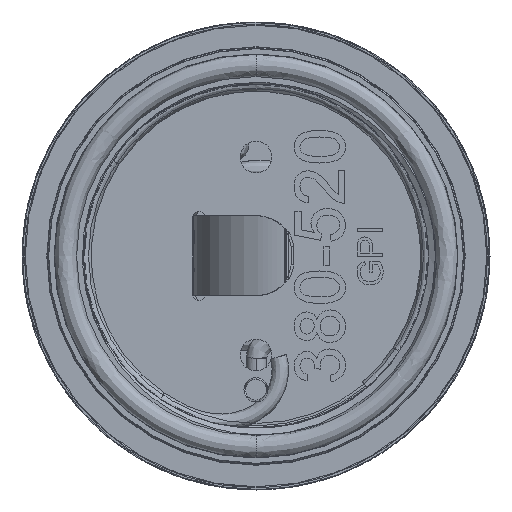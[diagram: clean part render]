
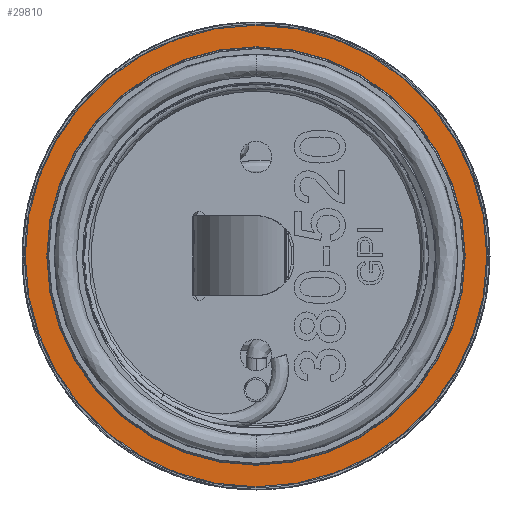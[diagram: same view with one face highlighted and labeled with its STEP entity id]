
A CAD part, front view. The second image highlights one B-rep face of the part: STEP entity #29810.
In plain terms, the highlighted planar face has unit normal (0, -1, 0).
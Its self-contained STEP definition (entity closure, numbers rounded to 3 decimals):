
#11148 = ORIENTED_EDGE ( 'NONE', *, *, #91624, .T. ) ;
#11162 = DIRECTION ( 'NONE',  ( 0., 0., -1. ) ) ;
#19491 = DIRECTION ( 'NONE',  ( 0., 1., 0. ) ) ;
#23237 = CARTESIAN_POINT ( 'NONE',  ( 0., 0., -16.47 ) ) ;
#25454 = EDGE_LOOP ( 'NONE', ( #77320, #33649 ) ) ;
#26479 = CIRCLE ( 'NONE', #75275, 18.2 ) ;
#28358 = EDGE_LOOP ( 'NONE', ( #81763, #11148 ) ) ;
#29810 = ADVANCED_FACE ( 'NONE', ( #81832, #30740 ), #89037, .T. ) ;
#30740 = FACE_OUTER_BOUND ( 'NONE', #25454, .T. ) ;
#31203 = DIRECTION ( 'NONE',  ( 0., -1., 0. ) ) ;
#33649 = ORIENTED_EDGE ( 'NONE', *, *, #56979, .T. ) ;
#40672 = CARTESIAN_POINT ( 'NONE',  ( 0., 0., 0. ) ) ;
#41419 = CARTESIAN_POINT ( 'NONE',  ( 0., 0., 0. ) ) ;
#41441 = AXIS2_PLACEMENT_3D ( 'NONE', #90948, #31203, #83738 ) ;
#42920 = DIRECTION ( 'NONE',  ( 0., -1., 0. ) ) ;
#47426 = CARTESIAN_POINT ( 'NONE',  ( 0., 0., 18.2 ) ) ;
#48590 = DIRECTION ( 'NONE',  ( 0., 0., -1. ) ) ;
#49332 = CARTESIAN_POINT ( 'NONE',  ( 0., 0., -18.2 ) ) ;
#56043 = CARTESIAN_POINT ( 'NONE',  ( 0., 0., 0. ) ) ;
#56675 = EDGE_CURVE ( 'NONE', #66418, #68480, #69136, .T. ) ;
#56979 = EDGE_CURVE ( 'NONE', #68480, #66418, #26479, .T. ) ;
#59438 = AXIS2_PLACEMENT_3D ( 'NONE', #41419, #19491, #48590 ) ;
#62091 = CARTESIAN_POINT ( 'NONE',  ( 0., 0., 16.47 ) ) ;
#66418 = VERTEX_POINT ( 'NONE', #49332 ) ;
#68480 = VERTEX_POINT ( 'NONE', #47426 ) ;
#69136 = CIRCLE ( 'NONE', #90548, 18.2 ) ;
#69873 = DIRECTION ( 'NONE',  ( 0., -1., 0. ) ) ;
#72125 = DIRECTION ( 'NONE',  ( 0., 0., -1. ) ) ;
#72426 = AXIS2_PLACEMENT_3D ( 'NONE', #56043, #76616, #11162 ) ;
#73989 = CARTESIAN_POINT ( 'NONE',  ( 0., 0., 0. ) ) ;
#75275 = AXIS2_PLACEMENT_3D ( 'NONE', #73989, #42920, #72125 ) ;
#76616 = DIRECTION ( 'NONE',  ( 0., 1., 0. ) ) ;
#77320 = ORIENTED_EDGE ( 'NONE', *, *, #56675, .T. ) ;
#79661 = VERTEX_POINT ( 'NONE', #62091 ) ;
#81763 = ORIENTED_EDGE ( 'NONE', *, *, #85513, .T. ) ;
#81832 = FACE_BOUND ( 'NONE', #28358, .T. ) ;
#83738 = DIRECTION ( 'NONE',  ( 0., 0., -1. ) ) ;
#85513 = EDGE_CURVE ( 'NONE', #94548, #79661, #89228, .T. ) ;
#88452 = CIRCLE ( 'NONE', #59438, 16.47 ) ;
#89037 = PLANE ( 'NONE',  #41441 ) ;
#89228 = CIRCLE ( 'NONE', #72426, 16.47 ) ;
#90548 = AXIS2_PLACEMENT_3D ( 'NONE', #40672, #69873, #91905 ) ;
#90948 = CARTESIAN_POINT ( 'NONE',  ( 18.2, 0., 0. ) ) ;
#91624 = EDGE_CURVE ( 'NONE', #79661, #94548, #88452, .T. ) ;
#91905 = DIRECTION ( 'NONE',  ( 0., 0., -1. ) ) ;
#94548 = VERTEX_POINT ( 'NONE', #23237 ) ;
